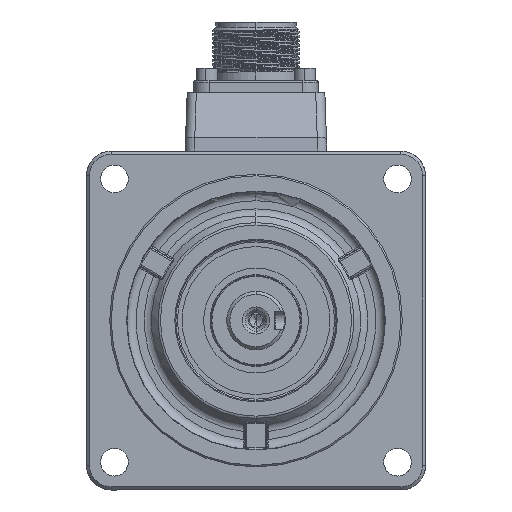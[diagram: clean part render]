
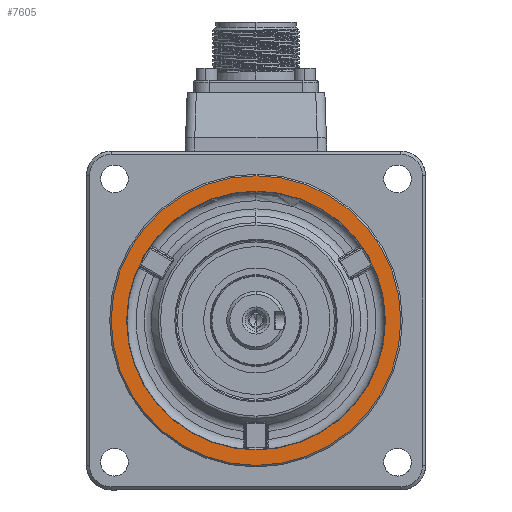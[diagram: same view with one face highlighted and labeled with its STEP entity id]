
A CAD part, left-side view. The second image highlights one B-rep face of the part: STEP entity #7605.
In plain terms, the highlighted planar face has unit normal (-1, 0, 0).
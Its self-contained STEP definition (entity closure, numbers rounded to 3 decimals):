
#1577 = DIRECTION ( 'NONE',  ( 1., 0., 0. ) ) ;
#1717 = DIRECTION ( 'NONE',  ( -1., 0., 0. ) ) ;
#3760 = EDGE_CURVE ( 'NONE', #6489, #27022, #16387, .T. ) ;
#4511 = CIRCLE ( 'NONE', #44899, 47. ) ;
#6489 = VERTEX_POINT ( 'NONE', #33111 ) ;
#7605 = ADVANCED_FACE ( 'NONE', ( #52217, #43692 ), #8648, .T. ) ;
#8567 = ORIENTED_EDGE ( 'NONE', *, *, #17701, .T. ) ;
#8648 = PLANE ( 'NONE',  #24910 ) ;
#11239 = DIRECTION ( 'NONE',  ( 0., 0., 1. ) ) ;
#11677 = CARTESIAN_POINT ( 'NONE',  ( -44.187, -1.53, 0. ) ) ;
#13344 = AXIS2_PLACEMENT_3D ( 'NONE', #11677, #1717, #42008 ) ;
#15243 = CIRCLE ( 'NONE', #23739, 42. ) ;
#15936 = VERTEX_POINT ( 'NONE', #36459 ) ;
#15948 = CARTESIAN_POINT ( 'NONE',  ( -44.187, -1.53, 0. ) ) ;
#16387 = CIRCLE ( 'NONE', #54903, 42. ) ;
#17701 = EDGE_CURVE ( 'NONE', #42476, #15936, #4511, .T. ) ;
#18487 = EDGE_LOOP ( 'NONE', ( #8567, #41318 ) ) ;
#19038 = DIRECTION ( 'NONE',  ( 1., 0., 0. ) ) ;
#19194 = CARTESIAN_POINT ( 'NONE',  ( -44.187, -1.53, -42. ) ) ;
#23739 = AXIS2_PLACEMENT_3D ( 'NONE', #15948, #1577, #11239 ) ;
#24910 = AXIS2_PLACEMENT_3D ( 'NONE', #47810, #39859, #26323 ) ;
#26323 = DIRECTION ( 'NONE',  ( 0., 0., 1. ) ) ;
#27022 = VERTEX_POINT ( 'NONE', #19194 ) ;
#27434 = CIRCLE ( 'NONE', #13344, 47. ) ;
#27585 = CARTESIAN_POINT ( 'NONE',  ( -44.187, -1.53, 0. ) ) ;
#29856 = ORIENTED_EDGE ( 'NONE', *, *, #3760, .T. ) ;
#30141 = CARTESIAN_POINT ( 'NONE',  ( -44.187, -1.53, -47. ) ) ;
#32946 = EDGE_CURVE ( 'NONE', #15936, #42476, #27434, .T. ) ;
#33111 = CARTESIAN_POINT ( 'NONE',  ( -44.187, -1.53, 42. ) ) ;
#33648 = EDGE_CURVE ( 'NONE', #27022, #6489, #15243, .T. ) ;
#36459 = CARTESIAN_POINT ( 'NONE',  ( -44.187, -1.53, 47. ) ) ;
#39343 = ORIENTED_EDGE ( 'NONE', *, *, #33648, .T. ) ;
#39609 = DIRECTION ( 'NONE',  ( -1., 0., 0. ) ) ;
#39859 = DIRECTION ( 'NONE',  ( -1., 0., 0. ) ) ;
#41318 = ORIENTED_EDGE ( 'NONE', *, *, #32946, .T. ) ;
#42008 = DIRECTION ( 'NONE',  ( 0., 0., 1. ) ) ;
#42476 = VERTEX_POINT ( 'NONE', #30141 ) ;
#43692 = FACE_BOUND ( 'NONE', #46340, .T. ) ;
#43738 = DIRECTION ( 'NONE',  ( 0., 0., 1. ) ) ;
#44020 = CARTESIAN_POINT ( 'NONE',  ( -44.187, -1.53, 0. ) ) ;
#44899 = AXIS2_PLACEMENT_3D ( 'NONE', #44020, #39609, #43738 ) ;
#46340 = EDGE_LOOP ( 'NONE', ( #29856, #39343 ) ) ;
#47810 = CARTESIAN_POINT ( 'NONE',  ( -44.187, -1.53, 0. ) ) ;
#52217 = FACE_OUTER_BOUND ( 'NONE', #18487, .T. ) ;
#54903 = AXIS2_PLACEMENT_3D ( 'NONE', #27585, #19038, #54935 ) ;
#54935 = DIRECTION ( 'NONE',  ( 0., 0., 1. ) ) ;
